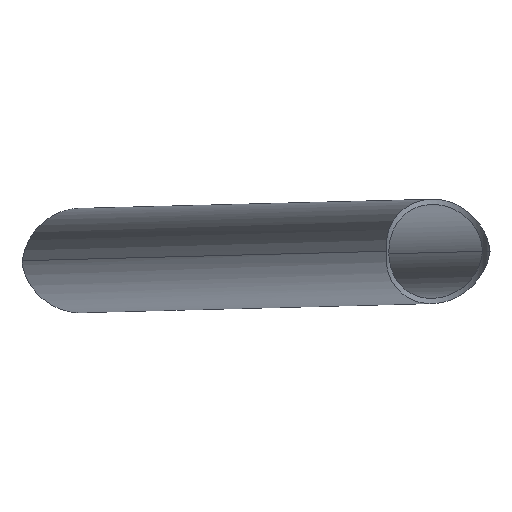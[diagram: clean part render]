
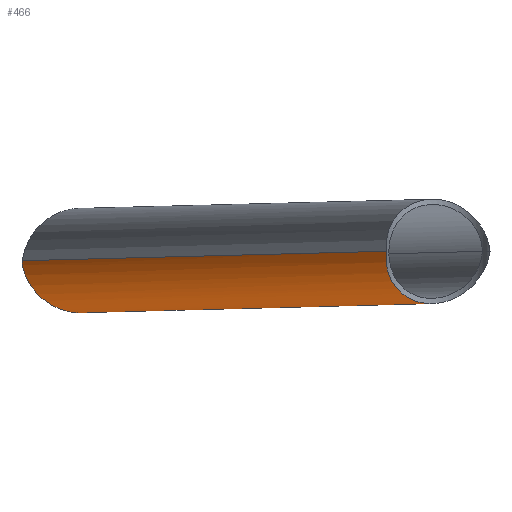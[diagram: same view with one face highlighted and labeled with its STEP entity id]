
A CAD part, left-side view. The second image highlights one B-rep face of the part: STEP entity #466.
In plain terms, the highlighted cylindrical face has radius 15 mm (diameter 30 mm), a partial arc.
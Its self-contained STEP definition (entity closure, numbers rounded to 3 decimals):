
#61=CARTESIAN_POINT('Vertex',(-775.,-266.458,190.533)) ;
#67=CARTESIAN_POINT('Control Point',(-761.75,-250.326,204.2)) ;
#68=CARTESIAN_POINT('Control Point',(-761.937,-250.364,204.013)) ;
#69=CARTESIAN_POINT('Control Point',(-762.123,-250.405,203.827)) ;
#70=CARTESIAN_POINT('Control Point',(-762.271,-250.441,203.679)) ;
#71=CARTESIAN_POINT('Control Point',(-762.528,-250.504,203.421)) ;
#72=CARTESIAN_POINT('Control Point',(-762.784,-250.573,203.164)) ;
#73=CARTESIAN_POINT('Control Point',(-762.931,-250.614,203.017)) ;
#74=CARTESIAN_POINT('Control Point',(-763.424,-250.76,202.523)) ;
#75=CARTESIAN_POINT('Control Point',(-763.913,-250.926,202.032)) ;
#76=CARTESIAN_POINT('Control Point',(-764.217,-251.039,201.726)) ;
#77=CARTESIAN_POINT('Control Point',(-766.262,-251.853,199.668)) ;
#78=CARTESIAN_POINT('Control Point',(-768.222,-253.038,197.683)) ;
#79=CARTESIAN_POINT('Control Point',(-769.798,-254.321,196.078)) ;
#80=CARTESIAN_POINT('Control Point',(-772.326,-257.102,193.48)) ;
#81=CARTESIAN_POINT('Control Point',(-774.107,-260.827,191.595)) ;
#82=CARTESIAN_POINT('Control Point',(-774.693,-262.607,190.957)) ;
#83=CARTESIAN_POINT('Control Point',(-775.,-264.528,190.593)) ;
#84=CARTESIAN_POINT('Control Point',(-775.,-266.458,190.533)) ;
#85=CARTESIAN_POINT('Vertex',(-761.75,-250.326,204.2)) ;
#89=CARTESIAN_POINT('Control Point',(-761.75,-250.326,204.2)) ;
#90=CARTESIAN_POINT('Control Point',(-762.051,-250.336,204.502)) ;
#91=CARTESIAN_POINT('Control Point',(-762.351,-250.355,204.806)) ;
#92=CARTESIAN_POINT('Control Point',(-762.419,-250.36,204.876)) ;
#93=CARTESIAN_POINT('Control Point',(-762.718,-250.385,205.179)) ;
#94=CARTESIAN_POINT('Control Point',(-763.015,-250.42,205.484)) ;
#95=CARTESIAN_POINT('Vertex',(-763.015,-250.42,205.484)) ;
#205=CARTESIAN_POINT('Vertex',(-759.528,-280.216,205.484)) ;
#209=CARTESIAN_POINT('Control Point',(-759.528,-280.216,205.484)) ;
#210=CARTESIAN_POINT('Control Point',(-760.941,-280.383,204.074)) ;
#211=CARTESIAN_POINT('Control Point',(-762.367,-280.383,202.657)) ;
#212=CARTESIAN_POINT('Control Point',(-763.791,-280.212,201.247)) ;
#213=CARTESIAN_POINT('Control Point',(-766.505,-279.532,198.571)) ;
#214=CARTESIAN_POINT('Control Point',(-769.078,-278.103,196.059)) ;
#215=CARTESIAN_POINT('Control Point',(-770.264,-277.228,194.906)) ;
#216=CARTESIAN_POINT('Control Point',(-772.088,-275.425,193.149)) ;
#217=CARTESIAN_POINT('Control Point',(-773.512,-273.038,191.808)) ;
#218=CARTESIAN_POINT('Control Point',(-773.998,-271.995,191.357)) ;
#219=CARTESIAN_POINT('Control Point',(-774.584,-270.269,190.828)) ;
#220=CARTESIAN_POINT('Control Point',(-774.893,-268.427,190.579)) ;
#221=CARTESIAN_POINT('Control Point',(-774.964,-267.773,190.528)) ;
#222=CARTESIAN_POINT('Control Point',(-775.,-267.115,190.513)) ;
#223=CARTESIAN_POINT('Control Point',(-775.,-266.458,190.533)) ;
#393=CARTESIAN_POINT('Axis2P3D Location',(-1205.495,-317.584,206.837)) ;
#399=CARTESIAN_POINT('Control Point',(-1649.238,-384.897,208.077)) ;
#400=CARTESIAN_POINT('Control Point',(-1649.001,-384.867,207.867)) ;
#401=CARTESIAN_POINT('Control Point',(-1648.764,-384.833,207.657)) ;
#402=CARTESIAN_POINT('Control Point',(-1648.71,-384.825,207.609)) ;
#403=CARTESIAN_POINT('Control Point',(-1648.473,-384.788,207.399)) ;
#404=CARTESIAN_POINT('Control Point',(-1648.237,-384.746,207.19)) ;
#405=CARTESIAN_POINT('Vertex',(-1649.238,-384.897,208.077)) ;
#407=CARTESIAN_POINT('Vertex',(-1648.237,-384.746,207.19)) ;
#411=CARTESIAN_POINT('Control Point',(-1652.609,-355.087,208.194)) ;
#412=CARTESIAN_POINT('Control Point',(-1650.923,-354.889,206.704)) ;
#413=CARTESIAN_POINT('Control Point',(-1649.216,-354.873,205.212)) ;
#414=CARTESIAN_POINT('Control Point',(-1647.508,-355.041,203.738)) ;
#415=CARTESIAN_POINT('Control Point',(-1644.089,-355.773,200.823)) ;
#416=CARTESIAN_POINT('Control Point',(-1640.808,-357.393,198.114)) ;
#417=CARTESIAN_POINT('Control Point',(-1639.215,-358.458,196.825)) ;
#418=CARTESIAN_POINT('Control Point',(-1636.994,-360.516,195.081)) ;
#419=CARTESIAN_POINT('Control Point',(-1635.326,-363.28,193.887)) ;
#420=CARTESIAN_POINT('Control Point',(-1634.843,-364.294,193.562)) ;
#421=CARTESIAN_POINT('Control Point',(-1634.141,-366.317,193.141)) ;
#422=CARTESIAN_POINT('Control Point',(-1633.859,-368.476,193.099)) ;
#423=CARTESIAN_POINT('Control Point',(-1633.827,-369.49,193.168)) ;
#424=CARTESIAN_POINT('Control Point',(-1633.98,-371.862,193.526)) ;
#425=CARTESIAN_POINT('Control Point',(-1634.615,-374.066,194.289)) ;
#426=CARTESIAN_POINT('Control Point',(-1635.117,-375.253,194.84)) ;
#427=CARTESIAN_POINT('Control Point',(-1636.608,-377.968,196.399)) ;
#428=CARTESIAN_POINT('Control Point',(-1638.582,-380.105,198.323)) ;
#429=CARTESIAN_POINT('Control Point',(-1639.869,-381.19,199.55)) ;
#430=CARTESIAN_POINT('Control Point',(-1642.259,-382.784,201.786)) ;
#431=CARTESIAN_POINT('Control Point',(-1644.821,-383.872,204.125)) ;
#432=CARTESIAN_POINT('Control Point',(-1645.943,-384.25,205.14)) ;
#433=CARTESIAN_POINT('Control Point',(-1647.084,-384.541,206.163)) ;
#434=CARTESIAN_POINT('Control Point',(-1648.237,-384.746,207.19)) ;
#435=CARTESIAN_POINT('Vertex',(-1652.609,-355.087,208.194)) ;
#438=CARTESIAN_POINT('Line Origine',(-1207.248,-302.687,206.837)) ;
#443=CARTESIAN_POINT('Line Origine',(-1203.742,-332.482,206.837)) ;
#447=CARTESIAN_POINT('Vertex',(-1649.136,-384.885,208.195)) ;
#451=CARTESIAN_POINT('Control Point',(-1649.238,-384.897,208.077)) ;
#452=CARTESIAN_POINT('Control Point',(-1649.204,-384.893,208.116)) ;
#453=CARTESIAN_POINT('Control Point',(-1649.17,-384.889,208.155)) ;
#454=CARTESIAN_POINT('Control Point',(-1649.136,-384.885,208.195)) ;
#394=DIRECTION('Axis2P3D Direction',(0.993,0.117,-0.003)) ;
#395=DIRECTION('Axis2P3D XDirection',(0.117,-0.993,0.)) ;
#439=DIRECTION('Vector Direction',(0.993,0.117,-0.003)) ;
#444=DIRECTION('Vector Direction',(0.993,0.117,-0.003)) ;
#396=AXIS2_PLACEMENT_3D('Cylinder Axis2P3D',#393,#394,#395) ;
#457=ORIENTED_EDGE('',*,*,#409,.T.) ;
#458=ORIENTED_EDGE('',*,*,#437,.F.) ;
#459=ORIENTED_EDGE('',*,*,#442,.T.) ;
#460=ORIENTED_EDGE('',*,*,#97,.F.) ;
#461=ORIENTED_EDGE('',*,*,#87,.T.) ;
#462=ORIENTED_EDGE('',*,*,#224,.F.) ;
#463=ORIENTED_EDGE('',*,*,#449,.F.) ;
#464=ORIENTED_EDGE('',*,*,#455,.F.) ;
#440=VECTOR('Line Direction',#439,1.) ;
#445=VECTOR('Line Direction',#444,1.) ;
#466=ADVANCED_FACE('Corps principal',(#465),#397,.T.) ;
#66=B_SPLINE_CURVE_WITH_KNOTS('',5,(#67,#68,#69,#70,#71,#72,#73,#74,#75,#76,#77,#78,#79,#80,#81,#82,#83,#84),.UNSPECIFIED.,.F.,.U.,(6,3,3,3,3,6),(0.,1.884,3.768,6.921,25.073,38.729),.UNSPECIFIED.) ;
#88=B_SPLINE_CURVE_WITH_KNOTS('',5,(#89,#90,#91,#92,#93,#94),.UNSPECIFIED.,.F.,.U.,(6,6),(0.,3.019),.UNSPECIFIED.) ;
#208=B_SPLINE_CURVE_WITH_KNOTS('',5,(#209,#210,#211,#212,#213,#214,#215,#216,#217,#218,#219,#220,#221,#222,#223),.UNSPECIFIED.,.F.,.U.,(6,3,3,3,6),(0.,14.167,27.23,35.867,40.515),.UNSPECIFIED.) ;
#398=B_SPLINE_CURVE_WITH_KNOTS('',5,(#399,#400,#401,#402,#403,#404),.UNSPECIFIED.,.F.,.U.,(6,6),(0.,2.252),.UNSPECIFIED.) ;
#410=B_SPLINE_CURVE_WITH_KNOTS('',5,(#411,#412,#413,#414,#415,#416,#417,#418,#419,#420,#421,#422,#423,#424,#425,#426,#427,#428,#429,#430,#431,#432,#433,#434),.UNSPECIFIED.,.F.,.U.,(6,3,3,3,3,3,3,6),(0.,15.977,32.028,40.189,47.307,57.075,71.713,82.726),.UNSPECIFIED.) ;
#450=B_SPLINE_CURVE_WITH_KNOTS('',3,(#451,#452,#453,#454),.UNSPECIFIED.,.F.,.U.,(4,4),(0.,0.221),.UNSPECIFIED.) ;
#397=CYLINDRICAL_SURFACE('generated cylinder',#396,15.) ;
#87=EDGE_CURVE('',#86,#62,#66,.T.) ;
#97=EDGE_CURVE('',#86,#96,#88,.T.) ;
#224=EDGE_CURVE('',#206,#62,#208,.T.) ;
#409=EDGE_CURVE('',#406,#408,#398,.T.) ;
#437=EDGE_CURVE('',#436,#408,#410,.T.) ;
#442=EDGE_CURVE('',#436,#96,#441,.T.) ;
#449=EDGE_CURVE('',#448,#206,#446,.T.) ;
#455=EDGE_CURVE('',#406,#448,#450,.T.) ;
#456=EDGE_LOOP('',(#457,#458,#459,#460,#461,#462,#463,#464)) ;
#465=FACE_OUTER_BOUND('',#456,.T.) ;
#441=LINE('Line',#438,#440) ;
#446=LINE('Line',#443,#445) ;
#62=VERTEX_POINT('',#61) ;
#86=VERTEX_POINT('',#85) ;
#96=VERTEX_POINT('',#95) ;
#206=VERTEX_POINT('',#205) ;
#406=VERTEX_POINT('',#405) ;
#408=VERTEX_POINT('',#407) ;
#436=VERTEX_POINT('',#435) ;
#448=VERTEX_POINT('',#447) ;
